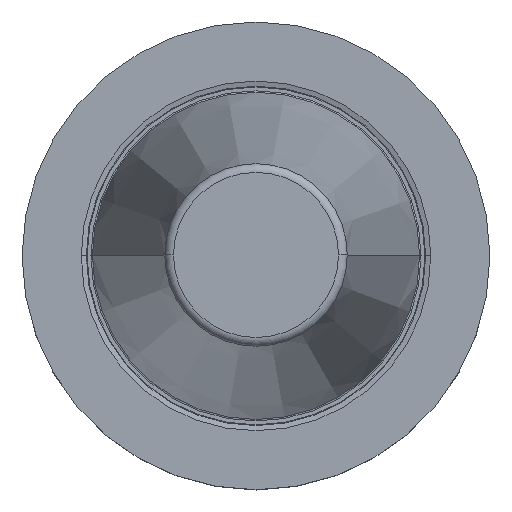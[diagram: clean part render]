
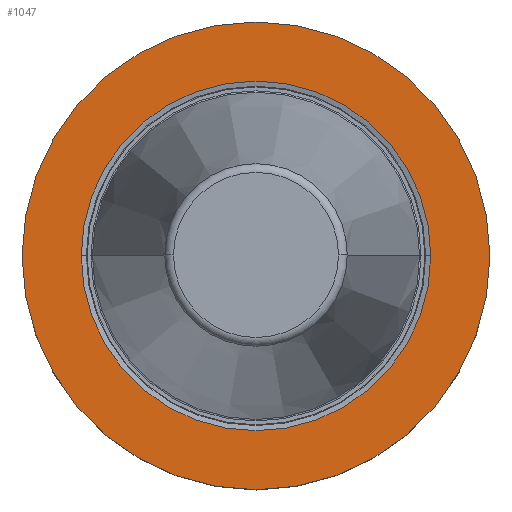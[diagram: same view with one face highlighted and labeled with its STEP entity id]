
A CAD part, top view. The second image highlights one B-rep face of the part: STEP entity #1047.
In plain terms, the highlighted planar face has unit normal (0, 0, 1).
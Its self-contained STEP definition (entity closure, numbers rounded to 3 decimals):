
#112=CARTESIAN_POINT('',(0.,0.,-3.2));
#113=DIRECTION('',(0.,0.,1.));
#114=DIRECTION('',(1.,0.,0.));
#115=AXIS2_PLACEMENT_3D('',#112,#113,#114);
#120=CARTESIAN_POINT('',(0.,0.,-3.2));
#121=DIRECTION('',(0.,0.,-1.));
#122=DIRECTION('',(1.,0.,0.));
#123=AXIS2_PLACEMENT_3D('',#120,#121,#122);
#128=CARTESIAN_POINT('',(0.,0.,-3.2));
#129=DIRECTION('',(0.,0.,1.));
#130=DIRECTION('',(1.,0.,0.));
#131=AXIS2_PLACEMENT_3D('',#128,#129,#130);
#136=CARTESIAN_POINT('',(0.,0.,-3.2));
#137=DIRECTION('',(0.,0.,1.));
#138=DIRECTION('',(-1.,0.,0.));
#139=AXIS2_PLACEMENT_3D('',#136,#137,#138);
#860=CARTESIAN_POINT('',(31.775,0.,-3.2));
#861=CARTESIAN_POINT('',(-31.775,0.,-3.2));
#862=VERTEX_POINT('',#860);
#863=VERTEX_POINT('',#861);
#926=CARTESIAN_POINT('',(23.746,0.,-3.2));
#927=VERTEX_POINT('',#926);
#930=CARTESIAN_POINT('',(-23.746,0.,-3.2));
#931=VERTEX_POINT('',#930);
#1032=CARTESIAN_POINT('',(0.,0.,-3.2));
#1033=DIRECTION('',(0.,0.,-1.));
#1034=DIRECTION('',(-1.,0.,0.));
#1035=AXIS2_PLACEMENT_3D('',#1032,#1033,#1034);
#1036=PLANE('',#1035);
#1037=ORIENTED_EDGE('',*,*,#1012,.F.);
#1038=ORIENTED_EDGE('',*,*,#953,.T.);
#1039=EDGE_LOOP('',(#1037,#1038));
#1040=FACE_OUTER_BOUND('',#1039,.F.);
#1042=ORIENTED_EDGE('',*,*,#1041,.T.);
#1044=ORIENTED_EDGE('',*,*,#1043,.T.);
#1045=EDGE_LOOP('',(#1042,#1044));
#1046=FACE_BOUND('',#1045,.F.);
#1047=ADVANCED_FACE('',(#1040,#1046),#1036,.F.);
#116=CIRCLE('',#115,31.775);
#124=CIRCLE('',#123,31.775);
#132=CIRCLE('',#131,23.746);
#140=CIRCLE('',#139,23.746);
#953=EDGE_CURVE('',#862,#863,#124,.T.);
#1012=EDGE_CURVE('',#862,#863,#116,.T.);
#1041=EDGE_CURVE('',#927,#931,#132,.T.);
#1043=EDGE_CURVE('',#931,#927,#140,.T.);
